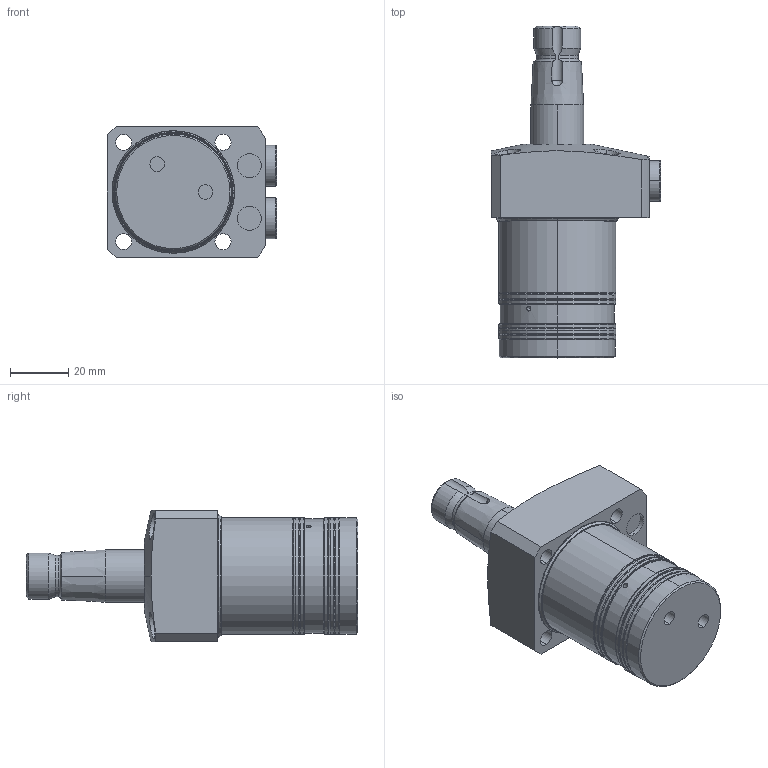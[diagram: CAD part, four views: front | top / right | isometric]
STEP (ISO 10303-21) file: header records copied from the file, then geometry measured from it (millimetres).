
FILE_DESCRIPTION (( 'STEP AP203' ), '1' );
FILE_NAME ('CTM04-LT.STEP', '2019-09-24T01:53:40', ( '微软用户' ), ( '微软中国' ), 'SwSTEP 2.0', 'SolidWorks 2012', '' );
FILE_SCHEMA (( 'CONFIG_CONTROL_DESIGN' ));
Length unit declared in the file: millimetre
Products named in the file (4): CTM04-T_CYLINDER; CTM04-T_ROD; BSPP-G1-8; CTM04-LT
Assembly tree (4 placements, depth 2):
  CTM04-LT
    CTM04-T_CYLINDER
    CTM04-T_ROD
    BSPP-G1-8  x2
Bounding box: 57.8 x 113.5 x 45 mm (x, y, z)
Volume: 118286.9 mm3; surface area: 24539.8 mm2
Topology: 5 solids, 9 shells, 255 faces, 568 edges, 351 vertices
Faces by surface type: cylinder 92, plane 79, bspline 55, cone 29
Entity records: 9844 total; most frequent: CARTESIAN_POINT 4429, DIRECTION 1042, ORIENTED_EDGE 1038, EDGE_CURVE 519, AXIS2_PLACEMENT_3D 437, VERTEX_POINT 323, EDGE_LOOP 272, CIRCLE 250
